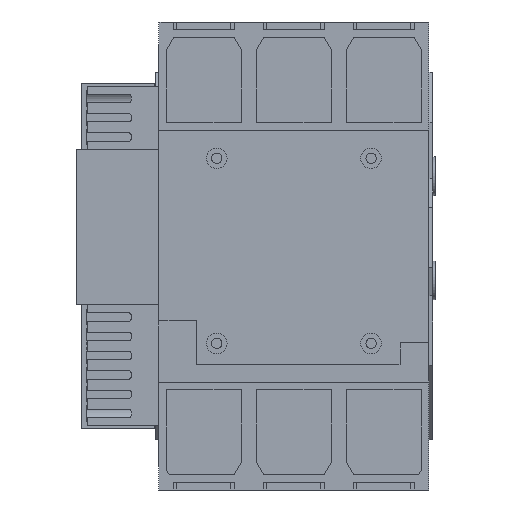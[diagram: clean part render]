
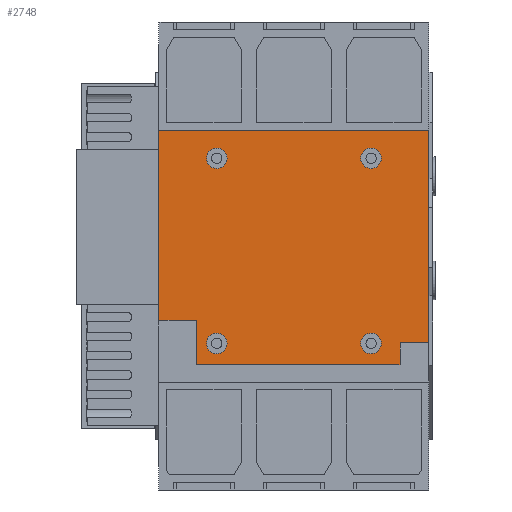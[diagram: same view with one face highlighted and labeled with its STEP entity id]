
A CAD part, front view. The second image highlights one B-rep face of the part: STEP entity #2748.
In plain terms, the highlighted planar face has unit normal (0, -1, 0).
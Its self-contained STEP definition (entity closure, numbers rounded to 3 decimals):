
#2631=AXIS2_PLACEMENT_3D('Plane Axis2P3D',#2628,#2629,#2630) ;
#2678=AXIS2_PLACEMENT_3D('Circle Axis2P3D',#2676,#2677,$) ;
#2687=AXIS2_PLACEMENT_3D('Circle Axis2P3D',#2685,#2686,$) ;
#2696=AXIS2_PLACEMENT_3D('Circle Axis2P3D',#2694,#2695,$) ;
#2705=AXIS2_PLACEMENT_3D('Circle Axis2P3D',#2703,#2704,$) ;
#2714=AXIS2_PLACEMENT_3D('Circle Axis2P3D',#2712,#2713,$) ;
#2723=AXIS2_PLACEMENT_3D('Circle Axis2P3D',#2721,#2722,$) ;
#2732=AXIS2_PLACEMENT_3D('Circle Axis2P3D',#2730,#2731,$) ;
#2741=AXIS2_PLACEMENT_3D('Circle Axis2P3D',#2739,#2740,$) ;
#1969=CARTESIAN_POINT('Vertex',(-52.5,1.,-25.)) ;
#1972=CARTESIAN_POINT('Line Origine',(-52.5,1.,12.)) ;
#1976=CARTESIAN_POINT('Vertex',(-52.5,1.,49.)) ;
#2124=CARTESIAN_POINT('Vertex',(52.5,1.,49.)) ;
#2127=CARTESIAN_POINT('Line Origine',(52.5,1.,7.625)) ;
#2131=CARTESIAN_POINT('Vertex',(52.5,1.,-33.75)) ;
#2609=CARTESIAN_POINT('Line Origine',(0.,1.,49.)) ;
#2628=CARTESIAN_POINT('Axis2P3D Location',(0.,1.,-42.25)) ;
#2633=CARTESIAN_POINT('Line Origine',(41.25,1.,-38.)) ;
#2637=CARTESIAN_POINT('Vertex',(41.25,1.,-42.25)) ;
#2639=CARTESIAN_POINT('Vertex',(41.25,1.,-33.75)) ;
#2642=CARTESIAN_POINT('Line Origine',(46.875,1.,-33.75)) ;
#2647=CARTESIAN_POINT('Line Origine',(-45.25,1.,-25.)) ;
#2651=CARTESIAN_POINT('Vertex',(-38.,1.,-25.)) ;
#2654=CARTESIAN_POINT('Line Origine',(-38.,1.,-33.625)) ;
#2658=CARTESIAN_POINT('Vertex',(-38.,1.,-42.25)) ;
#2661=CARTESIAN_POINT('Line Origine',(1.625,1.,-42.25)) ;
#2676=CARTESIAN_POINT('Axis2P3D Location',(30.,1.,38.)) ;
#2680=CARTESIAN_POINT('Vertex',(34.,1.,38.)) ;
#2682=CARTESIAN_POINT('Vertex',(26.,1.,38.)) ;
#2685=CARTESIAN_POINT('Axis2P3D Location',(30.,1.,38.)) ;
#2694=CARTESIAN_POINT('Axis2P3D Location',(-30.,1.,38.)) ;
#2698=CARTESIAN_POINT('Vertex',(-26.,1.,38.)) ;
#2700=CARTESIAN_POINT('Vertex',(-34.,1.,38.)) ;
#2703=CARTESIAN_POINT('Axis2P3D Location',(-30.,1.,38.)) ;
#2712=CARTESIAN_POINT('Axis2P3D Location',(-30.,1.,-34.)) ;
#2716=CARTESIAN_POINT('Vertex',(-26.,1.,-34.)) ;
#2718=CARTESIAN_POINT('Vertex',(-34.,1.,-34.)) ;
#2721=CARTESIAN_POINT('Axis2P3D Location',(-30.,1.,-34.)) ;
#2730=CARTESIAN_POINT('Axis2P3D Location',(30.,1.,-34.)) ;
#2734=CARTESIAN_POINT('Vertex',(34.,1.,-34.)) ;
#2736=CARTESIAN_POINT('Vertex',(26.,1.,-34.)) ;
#2739=CARTESIAN_POINT('Axis2P3D Location',(30.,1.,-34.)) ;
#1973=DIRECTION('Vector Direction',(0.,0.,1.)) ;
#2128=DIRECTION('Vector Direction',(0.,0.,1.)) ;
#2610=DIRECTION('Vector Direction',(1.,0.,0.)) ;
#2629=DIRECTION('Axis2P3D Direction',(0.,1.,0.)) ;
#2630=DIRECTION('Axis2P3D XDirection',(0.,0.,1.)) ;
#2634=DIRECTION('Vector Direction',(0.,0.,1.)) ;
#2643=DIRECTION('Vector Direction',(-1.,0.,0.)) ;
#2648=DIRECTION('Vector Direction',(1.,0.,0.)) ;
#2655=DIRECTION('Vector Direction',(0.,0.,1.)) ;
#2662=DIRECTION('Vector Direction',(1.,0.,0.)) ;
#2677=DIRECTION('Axis2P3D Direction',(0.,1.,0.)) ;
#2686=DIRECTION('Axis2P3D Direction',(0.,1.,0.)) ;
#2695=DIRECTION('Axis2P3D Direction',(0.,1.,0.)) ;
#2704=DIRECTION('Axis2P3D Direction',(0.,1.,0.)) ;
#2713=DIRECTION('Axis2P3D Direction',(0.,1.,0.)) ;
#2722=DIRECTION('Axis2P3D Direction',(0.,1.,0.)) ;
#2731=DIRECTION('Axis2P3D Direction',(0.,1.,0.)) ;
#2740=DIRECTION('Axis2P3D Direction',(0.,1.,0.)) ;
#1974=VECTOR('Line Direction',#1973,1.) ;
#2129=VECTOR('Line Direction',#2128,1.) ;
#2611=VECTOR('Line Direction',#2610,1.) ;
#2635=VECTOR('Line Direction',#2634,1.) ;
#2644=VECTOR('Line Direction',#2643,1.) ;
#2649=VECTOR('Line Direction',#2648,1.) ;
#2656=VECTOR('Line Direction',#2655,1.) ;
#2663=VECTOR('Line Direction',#2662,1.) ;
#2667=ORIENTED_EDGE('',*,*,#2641,.T.) ;
#2668=ORIENTED_EDGE('',*,*,#2646,.F.) ;
#2669=ORIENTED_EDGE('',*,*,#2133,.F.) ;
#2670=ORIENTED_EDGE('',*,*,#2613,.F.) ;
#2671=ORIENTED_EDGE('',*,*,#1978,.T.) ;
#2672=ORIENTED_EDGE('',*,*,#2653,.T.) ;
#2673=ORIENTED_EDGE('',*,*,#2660,.F.) ;
#2674=ORIENTED_EDGE('',*,*,#2665,.T.) ;
#2691=ORIENTED_EDGE('',*,*,#2684,.T.) ;
#2692=ORIENTED_EDGE('',*,*,#2689,.T.) ;
#2709=ORIENTED_EDGE('',*,*,#2702,.T.) ;
#2710=ORIENTED_EDGE('',*,*,#2707,.T.) ;
#2727=ORIENTED_EDGE('',*,*,#2720,.T.) ;
#2728=ORIENTED_EDGE('',*,*,#2725,.T.) ;
#2745=ORIENTED_EDGE('',*,*,#2738,.T.) ;
#2746=ORIENTED_EDGE('',*,*,#2743,.T.) ;
#2693=FACE_BOUND('',#2690,.T.) ;
#2711=FACE_BOUND('',#2708,.T.) ;
#2729=FACE_BOUND('',#2726,.T.) ;
#2747=FACE_BOUND('',#2744,.T.) ;
#2748=ADVANCED_FACE('Interruttore base XT4_3p_Withdrawable Fixing 50mm (parte fissa)',(#2675,#2693,#2711,#2729,#2747),#2632,.F.) ;
#2679=CIRCLE('generated circle',#2678,4.) ;
#2688=CIRCLE('generated circle',#2687,4.) ;
#2697=CIRCLE('generated circle',#2696,4.) ;
#2706=CIRCLE('generated circle',#2705,4.) ;
#2715=CIRCLE('generated circle',#2714,4.) ;
#2724=CIRCLE('generated circle',#2723,4.) ;
#2733=CIRCLE('generated circle',#2732,4.) ;
#2742=CIRCLE('generated circle',#2741,4.) ;
#1978=EDGE_CURVE('',#1977,#1970,#1975,.F.) ;
#2133=EDGE_CURVE('',#2125,#2132,#2130,.F.) ;
#2613=EDGE_CURVE('',#1977,#2125,#2612,.T.) ;
#2641=EDGE_CURVE('',#2638,#2640,#2636,.T.) ;
#2646=EDGE_CURVE('',#2132,#2640,#2645,.T.) ;
#2653=EDGE_CURVE('',#1970,#2652,#2650,.T.) ;
#2660=EDGE_CURVE('',#2659,#2652,#2657,.T.) ;
#2665=EDGE_CURVE('',#2659,#2638,#2664,.T.) ;
#2684=EDGE_CURVE('',#2681,#2683,#2679,.T.) ;
#2689=EDGE_CURVE('',#2683,#2681,#2688,.T.) ;
#2702=EDGE_CURVE('',#2699,#2701,#2697,.T.) ;
#2707=EDGE_CURVE('',#2701,#2699,#2706,.T.) ;
#2720=EDGE_CURVE('',#2717,#2719,#2715,.T.) ;
#2725=EDGE_CURVE('',#2719,#2717,#2724,.T.) ;
#2738=EDGE_CURVE('',#2735,#2737,#2733,.T.) ;
#2743=EDGE_CURVE('',#2737,#2735,#2742,.T.) ;
#2666=EDGE_LOOP('',(#2667,#2668,#2669,#2670,#2671,#2672,#2673,#2674)) ;
#2690=EDGE_LOOP('',(#2691,#2692)) ;
#2708=EDGE_LOOP('',(#2709,#2710)) ;
#2726=EDGE_LOOP('',(#2727,#2728)) ;
#2744=EDGE_LOOP('',(#2745,#2746)) ;
#2675=FACE_OUTER_BOUND('',#2666,.T.) ;
#1975=LINE('Line',#1972,#1974) ;
#2130=LINE('Line',#2127,#2129) ;
#2612=LINE('Line',#2609,#2611) ;
#2636=LINE('Line',#2633,#2635) ;
#2645=LINE('Line',#2642,#2644) ;
#2650=LINE('Line',#2647,#2649) ;
#2657=LINE('Line',#2654,#2656) ;
#2664=LINE('Line',#2661,#2663) ;
#2632=PLANE('',#2631) ;
#1970=VERTEX_POINT('',#1969) ;
#1977=VERTEX_POINT('',#1976) ;
#2125=VERTEX_POINT('',#2124) ;
#2132=VERTEX_POINT('',#2131) ;
#2638=VERTEX_POINT('',#2637) ;
#2640=VERTEX_POINT('',#2639) ;
#2652=VERTEX_POINT('',#2651) ;
#2659=VERTEX_POINT('',#2658) ;
#2681=VERTEX_POINT('',#2680) ;
#2683=VERTEX_POINT('',#2682) ;
#2699=VERTEX_POINT('',#2698) ;
#2701=VERTEX_POINT('',#2700) ;
#2717=VERTEX_POINT('',#2716) ;
#2719=VERTEX_POINT('',#2718) ;
#2735=VERTEX_POINT('',#2734) ;
#2737=VERTEX_POINT('',#2736) ;
